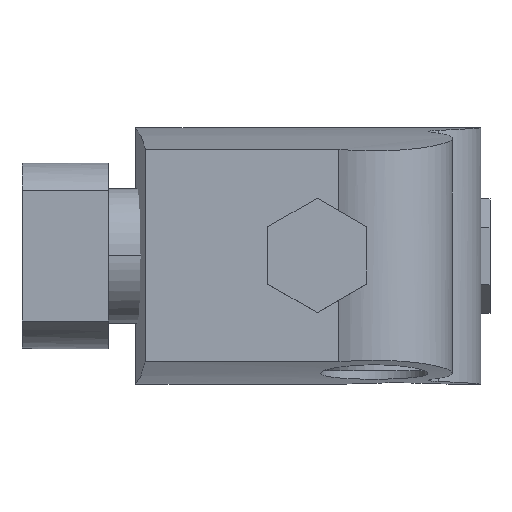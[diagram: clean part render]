
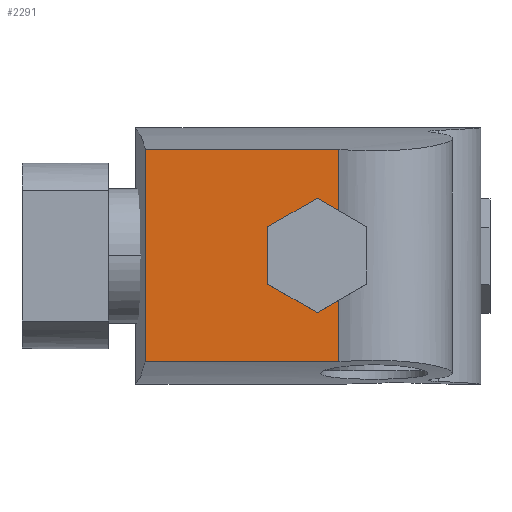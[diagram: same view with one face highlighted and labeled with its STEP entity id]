
A CAD part, top view. The second image highlights one B-rep face of the part: STEP entity #2291.
In plain terms, the highlighted planar face has unit normal (0, 0, 1).
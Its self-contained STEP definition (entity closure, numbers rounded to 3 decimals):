
#1695=CARTESIAN_POINT('Control Point',(-81.388,-50.41,168.)) ;
#1696=CARTESIAN_POINT('Control Point',(10.267,-50.41,168.)) ;
#1697=CARTESIAN_POINT('Vertex',(-81.388,-50.41,168.)) ;
#1699=CARTESIAN_POINT('Vertex',(10.267,-50.41,168.)) ;
#2021=CARTESIAN_POINT('Vertex',(-81.388,50.41,168.)) ;
#2025=CARTESIAN_POINT('Control Point',(10.267,50.41,168.)) ;
#2026=CARTESIAN_POINT('Control Point',(-81.388,50.41,168.)) ;
#2027=CARTESIAN_POINT('Vertex',(10.267,50.41,168.)) ;
#2134=CARTESIAN_POINT('Control Point',(10.267,-50.41,168.)) ;
#2135=CARTESIAN_POINT('Control Point',(10.267,50.41,168.)) ;
#2270=CARTESIAN_POINT('Control Point',(-81.388,50.41,168.)) ;
#2271=CARTESIAN_POINT('Control Point',(-81.388,-50.41,168.)) ;
#2280=CARTESIAN_POINT('Axis2P3D Location',(10.267,-60.8,168.)) ;
#2281=DIRECTION('Axis2P3D Direction',(0.,-0.,1.)) ;
#2282=DIRECTION('Axis2P3D XDirection',(0.,1.,0.)) ;
#2283=AXIS2_PLACEMENT_3D('Plane Axis2P3D',#2280,#2281,#2282) ;
#2284=PLANE('',#2283) ;
#1701=EDGE_CURVE('',#1698,#1700,#1694,.T.) ;
#2029=EDGE_CURVE('',#2028,#2022,#2024,.T.) ;
#2136=EDGE_CURVE('',#1700,#2028,#2133,.T.) ;
#2272=EDGE_CURVE('',#2022,#1698,#2269,.T.) ;
#2286=ORIENTED_EDGE('',*,*,#2136,.T.) ;
#2287=ORIENTED_EDGE('',*,*,#2029,.T.) ;
#2288=ORIENTED_EDGE('',*,*,#2272,.T.) ;
#2289=ORIENTED_EDGE('',*,*,#1701,.T.) ;
#2285=EDGE_LOOP('',(#2286,#2287,#2288,#2289)) ;
#1698=VERTEX_POINT('',#1697) ;
#1700=VERTEX_POINT('',#1699) ;
#2022=VERTEX_POINT('',#2021) ;
#2028=VERTEX_POINT('',#2027) ;
#2291=ADVANCED_FACE('Solid5',(#2290),#2284,.T.) ;
#1694=B_SPLINE_CURVE_WITH_KNOTS('',1,(#1695,#1696),.UNSPECIFIED.,.F.,.U.,(2,2),(0.,0.301),.UNSPECIFIED.) ;
#2024=B_SPLINE_CURVE_WITH_KNOTS('',1,(#2025,#2026),.UNSPECIFIED.,.F.,.U.,(2,2),(0.,0.301),.UNSPECIFIED.) ;
#2133=B_SPLINE_CURVE_WITH_KNOTS('',1,(#2134,#2135),.UNSPECIFIED.,.F.,.U.,(2,2),(0.,0.331),.UNSPECIFIED.) ;
#2269=B_SPLINE_CURVE_WITH_KNOTS('',1,(#2270,#2271),.UNSPECIFIED.,.F.,.U.,(2,2),(0.,100.82),.UNSPECIFIED.) ;
#2290=FACE_OUTER_BOUND('',#2285,.T.) ;
